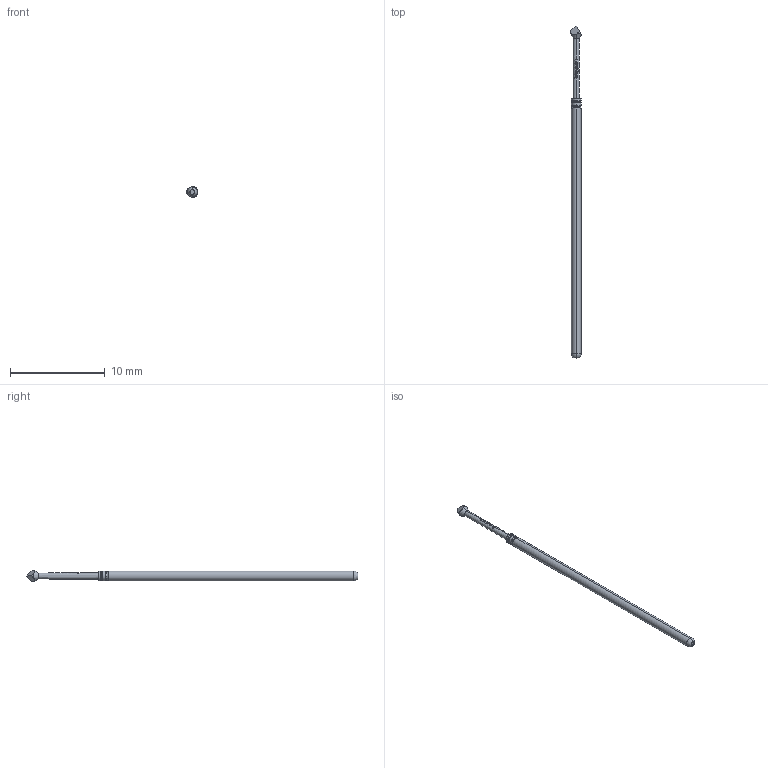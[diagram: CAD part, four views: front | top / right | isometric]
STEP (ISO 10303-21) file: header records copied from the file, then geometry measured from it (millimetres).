
FILE_DESCRIPTION (( 'STEP AP203' ), '1' );
FILE_NAME ('INGUN_GKS-075_207_120_A_xx00_LH.STEP', '2021-09-27T09:07:08', ( 'ochi' ), ( '' ), 'SwSTEP 2.0', 'SolidWorks 2018', '' );
FILE_SCHEMA (( 'CONFIG_CONTROL_DESIGN' ));
Length unit declared in the file: millimetre
Products named in the file (1): INGUN_GKS-075_207_120_A_xx00_LH
Bounding box: 1.13 x 35.1 x 1.18 mm (x, y, z)
Volume: 24.9 mm3; surface area: 105.4 mm2
Topology: 1 solids, 1 shells, 94 faces, 250 edges, 160 vertices
Faces by surface type: bspline 50, cone 18, cylinder 11, torus 10, plane 5
Entity records: 3945 total; most frequent: CARTESIAN_POINT 2032, ORIENTED_EDGE 500, EDGE_CURVE 250, DIRECTION 190, B_SPLINE_CURVE_WITH_KNOTS 181, VERTEX_POINT 160, EDGE_LOOP 96, FACE_OUTER_BOUND 94
